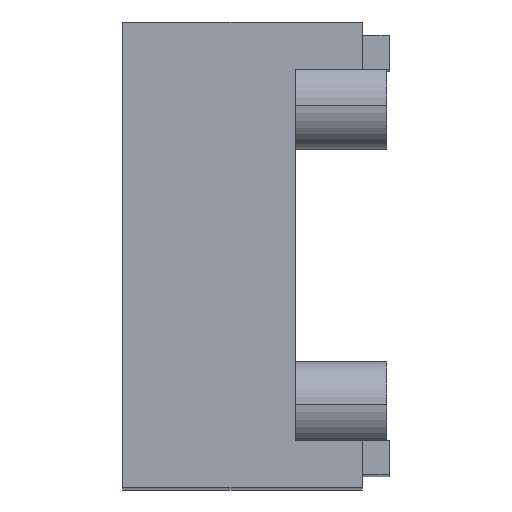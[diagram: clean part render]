
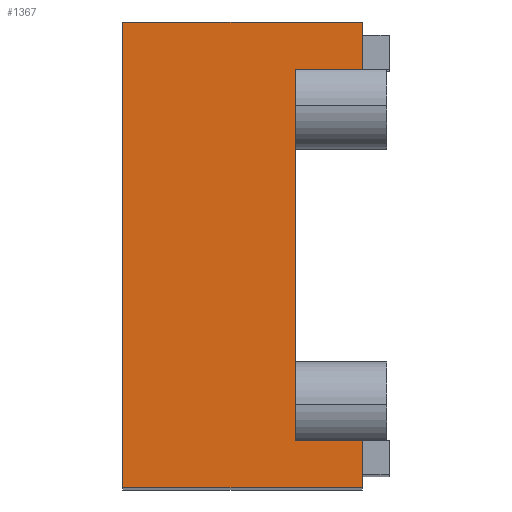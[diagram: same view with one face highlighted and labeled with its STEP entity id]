
A CAD part, top view. The second image highlights one B-rep face of the part: STEP entity #1367.
In plain terms, the highlighted planar face has unit normal (0, 0, 1).
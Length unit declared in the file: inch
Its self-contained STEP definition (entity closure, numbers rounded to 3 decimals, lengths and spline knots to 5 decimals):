
#15 = DIRECTION ( 'NONE',  ( 0., 1., 0. ) ) ;
#53 = VERTEX_POINT ( 'NONE', #1013 ) ;
#82 = VECTOR ( 'NONE', #1470, 39.37008 ) ;
#142 = EDGE_CURVE ( 'NONE', #1785, #175, #1372, .T. ) ;
#155 = VECTOR ( 'NONE', #1277, 39.37008 ) ;
#175 = VERTEX_POINT ( 'NONE', #336 ) ;
#241 = DIRECTION ( 'NONE',  ( 0., 1., 0. ) ) ;
#269 = LINE ( 'NONE', #2007, #1499 ) ;
#281 = LINE ( 'NONE', #1119, #592 ) ;
#286 = LINE ( 'NONE', #641, #1082 ) ;
#298 = EDGE_CURVE ( 'NONE', #755, #1929, #286, .T. ) ;
#301 = ORIENTED_EDGE ( 'NONE', *, *, #142, .T. ) ;
#320 = CARTESIAN_POINT ( 'NONE',  ( 0., 0.54331, 1.75197 ) ) ;
#336 = CARTESIAN_POINT ( 'NONE',  ( -0.07874, 0.6811, 1.75197 ) ) ;
#367 = FACE_OUTER_BOUND ( 'NONE', #1490, .T. ) ;
#570 = LINE ( 'NONE', #320, #155 ) ;
#581 = LINE ( 'NONE', #1455, #1346 ) ;
#592 = VECTOR ( 'NONE', #1292, 39.37008 ) ;
#633 = CARTESIAN_POINT ( 'NONE',  ( 0., 0.6811, 1.75197 ) ) ;
#635 = ORIENTED_EDGE ( 'NONE', *, *, #298, .T. ) ;
#636 = ORIENTED_EDGE ( 'NONE', *, *, #1485, .T. ) ;
#641 = CARTESIAN_POINT ( 'NONE',  ( 0., -0.54331, 1.75197 ) ) ;
#648 = ORIENTED_EDGE ( 'NONE', *, *, #1745, .T. ) ;
#712 = AXIS2_PLACEMENT_3D ( 'NONE', #633, #1777, #795 ) ;
#728 = ORIENTED_EDGE ( 'NONE', *, *, #1198, .T. ) ;
#755 = VERTEX_POINT ( 'NONE', #1598 ) ;
#795 = DIRECTION ( 'NONE',  ( 1., 0., 0. ) ) ;
#829 = EDGE_CURVE ( 'NONE', #175, #53, #281, .T. ) ;
#859 = EDGE_CURVE ( 'NONE', #1925, #1785, #1038, .T. ) ;
#916 = CARTESIAN_POINT ( 'NONE',  ( 0.62205, 0.54331, 1.75197 ) ) ;
#917 = LINE ( 'NONE', #1133, #82 ) ;
#923 = CARTESIAN_POINT ( 'NONE',  ( 0.62205, -0.6811, 1.75197 ) ) ;
#929 = VECTOR ( 'NONE', #1677, 39.37008 ) ;
#975 = VECTOR ( 'NONE', #15, 39.37008 ) ;
#1013 = CARTESIAN_POINT ( 'NONE',  ( -0.07874, -0.6811, 1.75197 ) ) ;
#1024 = VERTEX_POINT ( 'NONE', #923 ) ;
#1038 = LINE ( 'NONE', #1296, #975 ) ;
#1057 = EDGE_CURVE ( 'NONE', #1385, #1925, #570, .T. ) ;
#1082 = VECTOR ( 'NONE', #1623, 39.37008 ) ;
#1119 = CARTESIAN_POINT ( 'NONE',  ( -0.07874, 0., 1.75197 ) ) ;
#1133 = CARTESIAN_POINT ( 'NONE',  ( 0.62205, 0.6811, 1.75197 ) ) ;
#1198 = EDGE_CURVE ( 'NONE', #1024, #755, #917, .T. ) ;
#1277 = DIRECTION ( 'NONE',  ( 1., 0., 0. ) ) ;
#1292 = DIRECTION ( 'NONE',  ( 0., -1., 0. ) ) ;
#1296 = CARTESIAN_POINT ( 'NONE',  ( 0.62205, 0.6811, 1.75197 ) ) ;
#1346 = VECTOR ( 'NONE', #1625, 39.37008 ) ;
#1367 = ADVANCED_FACE ( 'NONE', ( #367 ), #1760, .T. ) ;
#1372 = LINE ( 'NONE', #1530, #929 ) ;
#1385 = VERTEX_POINT ( 'NONE', #1926 ) ;
#1422 = ORIENTED_EDGE ( 'NONE', *, *, #859, .T. ) ;
#1455 = CARTESIAN_POINT ( 'NONE',  ( 0., -0.6811, 1.75197 ) ) ;
#1470 = DIRECTION ( 'NONE',  ( 0., 1., 0. ) ) ;
#1485 = EDGE_CURVE ( 'NONE', #53, #1024, #581, .T. ) ;
#1490 = EDGE_LOOP ( 'NONE', ( #636, #728, #635, #648, #1798, #1422, #301, #2033 ) ) ;
#1499 = VECTOR ( 'NONE', #241, 39.37008 ) ;
#1530 = CARTESIAN_POINT ( 'NONE',  ( 0., 0.6811, 1.75197 ) ) ;
#1545 = CARTESIAN_POINT ( 'NONE',  ( 0.62205, 0.6811, 1.75197 ) ) ;
#1598 = CARTESIAN_POINT ( 'NONE',  ( 0.62205, -0.54331, 1.75197 ) ) ;
#1623 = DIRECTION ( 'NONE',  ( -1., 0., 0. ) ) ;
#1625 = DIRECTION ( 'NONE',  ( 1., 0., 0. ) ) ;
#1677 = DIRECTION ( 'NONE',  ( -1., 0., 0. ) ) ;
#1745 = EDGE_CURVE ( 'NONE', #1929, #1385, #269, .T. ) ;
#1760 = PLANE ( 'NONE',  #712 ) ;
#1777 = DIRECTION ( 'NONE',  ( 0., 0., 1. ) ) ;
#1785 = VERTEX_POINT ( 'NONE', #1545 ) ;
#1798 = ORIENTED_EDGE ( 'NONE', *, *, #1057, .T. ) ;
#1925 = VERTEX_POINT ( 'NONE', #916 ) ;
#1926 = CARTESIAN_POINT ( 'NONE',  ( 0.4252, 0.54331, 1.75197 ) ) ;
#1929 = VERTEX_POINT ( 'NONE', #2039 ) ;
#2007 = CARTESIAN_POINT ( 'NONE',  ( 0.4252, 0.6811, 1.75197 ) ) ;
#2033 = ORIENTED_EDGE ( 'NONE', *, *, #829, .T. ) ;
#2039 = CARTESIAN_POINT ( 'NONE',  ( 0.4252, -0.54331, 1.75197 ) ) ;
